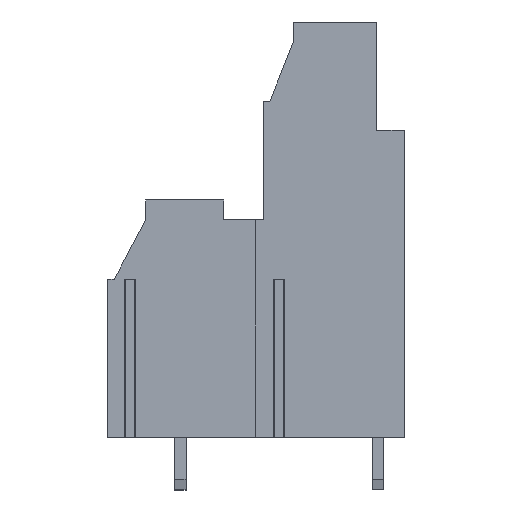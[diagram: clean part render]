
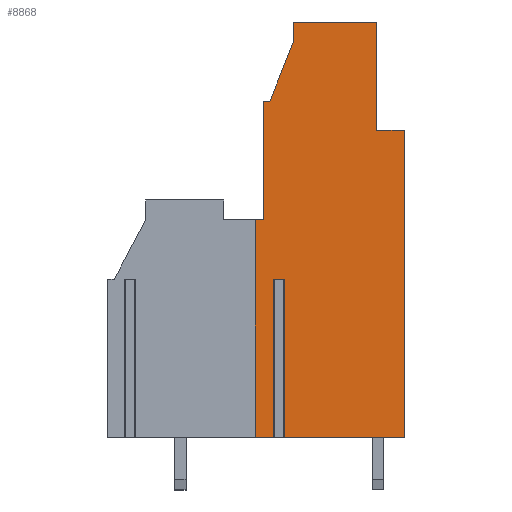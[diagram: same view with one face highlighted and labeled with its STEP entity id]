
A CAD part, front view. The second image highlights one B-rep face of the part: STEP entity #8868.
In plain terms, the highlighted planar face has unit normal (0, -1, 0).
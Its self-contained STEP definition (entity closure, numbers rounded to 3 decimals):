
#1727=ORIENTED_EDGE('',*,*,#3074,.F.);
#1728=ORIENTED_EDGE('',*,*,#3078,.F.);
#1729=ORIENTED_EDGE('',*,*,#3083,.F.);
#1730=ORIENTED_EDGE('',*,*,#3141,.F.);
#1731=ORIENTED_EDGE('',*,*,#3142,.F.);
#1732=ORIENTED_EDGE('',*,*,#3143,.F.);
#1733=ORIENTED_EDGE('',*,*,#3144,.T.);
#1734=ORIENTED_EDGE('',*,*,#3145,.F.);
#1735=ORIENTED_EDGE('',*,*,#3140,.T.);
#1736=ORIENTED_EDGE('',*,*,#3137,.T.);
#1737=ORIENTED_EDGE('',*,*,#3136,.F.);
#1738=ORIENTED_EDGE('',*,*,#3146,.T.);
#1739=ORIENTED_EDGE('',*,*,#3114,.T.);
#1740=ORIENTED_EDGE('',*,*,#3147,.F.);
#1741=ORIENTED_EDGE('',*,*,#3148,.F.);
#3074=EDGE_CURVE('',#3919,#3920,#4784,.T.);
#3078=EDGE_CURVE('',#3923,#3919,#4786,.T.);
#3083=EDGE_CURVE('',#3925,#3923,#4790,.T.);
#3114=EDGE_CURVE('',#3936,#3935,#4817,.T.);
#3136=EDGE_CURVE('',#3950,#3949,#4838,.T.);
#3137=EDGE_CURVE('',#3951,#3949,#4839,.T.);
#3140=EDGE_CURVE('',#3952,#3951,#4842,.T.);
#3141=EDGE_CURVE('',#3953,#3925,#4843,.T.);
#3142=EDGE_CURVE('',#3954,#3953,#4844,.T.);
#3143=EDGE_CURVE('',#3955,#3954,#4845,.T.);
#3144=EDGE_CURVE('',#3955,#3956,#4846,.T.);
#3145=EDGE_CURVE('',#3952,#3956,#4847,.T.);
#3146=EDGE_CURVE('',#3950,#3936,#4848,.T.);
#3147=EDGE_CURVE('',#3957,#3935,#4849,.T.);
#3148=EDGE_CURVE('',#3920,#3957,#4850,.T.);
#3919=VERTEX_POINT('',#12877);
#3920=VERTEX_POINT('',#12878);
#3923=VERTEX_POINT('',#12886);
#3925=VERTEX_POINT('',#12894);
#3935=VERTEX_POINT('',#12951);
#3936=VERTEX_POINT('',#12953);
#3949=VERTEX_POINT('',#12992);
#3950=VERTEX_POINT('',#12994);
#3951=VERTEX_POINT('',#12998);
#3952=VERTEX_POINT('',#13002);
#3953=VERTEX_POINT('',#13006);
#3954=VERTEX_POINT('',#13008);
#3955=VERTEX_POINT('',#13010);
#3956=VERTEX_POINT('',#13012);
#3957=VERTEX_POINT('',#13016);
#4784=LINE('',#12876,#5740);
#4786=LINE('',#12885,#5742);
#4790=LINE('',#12893,#5746);
#4817=LINE('',#12952,#5773);
#4838=LINE('',#12995,#5794);
#4839=LINE('',#12997,#5795);
#4842=LINE('',#13003,#5798);
#4843=LINE('',#13005,#5799);
#4844=LINE('',#13007,#5800);
#4845=LINE('',#13009,#5801);
#4846=LINE('',#13011,#5802);
#4847=LINE('',#13013,#5803);
#4848=LINE('',#13014,#5804);
#4849=LINE('',#13015,#5805);
#4850=LINE('',#13017,#5806);
#5740=VECTOR('',#10748,1000.);
#5742=VECTOR('',#10756,1000.);
#5746=VECTOR('',#10764,1000.);
#5773=VECTOR('',#10833,1000.);
#5794=VECTOR('',#10868,1000.);
#5795=VECTOR('',#10871,1000.);
#5798=VECTOR('',#10876,1000.);
#5799=VECTOR('',#10879,1000.);
#5800=VECTOR('',#10880,1000.);
#5801=VECTOR('',#10881,1000.);
#5802=VECTOR('',#10882,1000.);
#5803=VECTOR('',#10883,1000.);
#5804=VECTOR('',#10884,1000.);
#5805=VECTOR('',#10885,1000.);
#5806=VECTOR('',#10886,1000.);
#6285=EDGE_LOOP('',(#1727,#1728,#1729,#1730,#1731,#1732,#1733,#1734,#1735,
#1736,#1737,#1738,#1739,#1740,#1741));
#6649=FACE_BOUND('',#6285,.T.);
#6981=PLANE('',#9327);
#8868=ADVANCED_FACE('',(#6649),#6981,.T.);
#9327=AXIS2_PLACEMENT_3D('',#13004,#10877,#10878);
#10748=DIRECTION('',(0.,0.,-1.));
#10756=DIRECTION('',(-1.,0.,0.));
#10764=DIRECTION('',(0.,0.,1.));
#10833=DIRECTION('',(-1.,0.,0.));
#10868=DIRECTION('',(1.,0.,0.));
#10871=DIRECTION('',(-0.371,0.,-0.928));
#10876=DIRECTION('',(0.,0.,-1.));
#10877=DIRECTION('',(0.,-1.,0.));
#10878=DIRECTION('',(-1.,0.,0.));
#10879=DIRECTION('',(-1.,0.,0.));
#10880=DIRECTION('',(0.,0.,-1.));
#10881=DIRECTION('',(1.,0.,0.));
#10882=DIRECTION('',(0.,0.,1.));
#10883=DIRECTION('',(1.,0.,0.));
#10884=DIRECTION('',(0.,0.,-1.));
#10885=DIRECTION('',(0.,0.,1.));
#10886=DIRECTION('',(-1.,0.,0.));
#12876=CARTESIAN_POINT('',(12.573,0.,-1.));
#12877=CARTESIAN_POINT('',(12.573,0.,12.));
#12878=CARTESIAN_POINT('',(12.573,0.,0.));
#12885=CARTESIAN_POINT('',(5.35,0.,12.));
#12886=CARTESIAN_POINT('',(13.427,0.,12.));
#12893=CARTESIAN_POINT('',(13.427,0.,-1.));
#12894=CARTESIAN_POINT('',(13.427,0.,0.));
#12951=CARTESIAN_POINT('',(11.2,0.,16.5));
#12952=CARTESIAN_POINT('',(5.35,0.,16.5));
#12953=CARTESIAN_POINT('',(11.8,0.,16.5));
#12992=CARTESIAN_POINT('',(12.3,0.,25.5));
#12994=CARTESIAN_POINT('',(11.8,0.,25.5));
#12995=CARTESIAN_POINT('',(5.35,0.,25.5));
#12997=CARTESIAN_POINT('',(2.203,0.,0.259));
#12998=CARTESIAN_POINT('',(14.1,0.,30.));
#13002=CARTESIAN_POINT('',(14.1,0.,31.5));
#13003=CARTESIAN_POINT('',(14.1,0.,-1.));
#13004=CARTESIAN_POINT('',(11.8,0.,-7.55));
#13005=CARTESIAN_POINT('',(5.35,0.,0.));
#13006=CARTESIAN_POINT('',(22.5,0.,0.));
#13007=CARTESIAN_POINT('',(22.5,0.,-1.));
#13008=CARTESIAN_POINT('',(22.5,0.,23.3));
#13009=CARTESIAN_POINT('',(5.35,0.,23.3));
#13010=CARTESIAN_POINT('',(20.4,0.,23.3));
#13011=CARTESIAN_POINT('',(20.4,0.,-1.));
#13012=CARTESIAN_POINT('',(20.4,0.,31.5));
#13013=CARTESIAN_POINT('',(5.35,0.,31.5));
#13014=CARTESIAN_POINT('',(11.8,0.,-1.));
#13015=CARTESIAN_POINT('',(11.2,0.,-1.));
#13016=CARTESIAN_POINT('',(11.2,0.,0.));
#13017=CARTESIAN_POINT('',(5.35,0.,0.));
